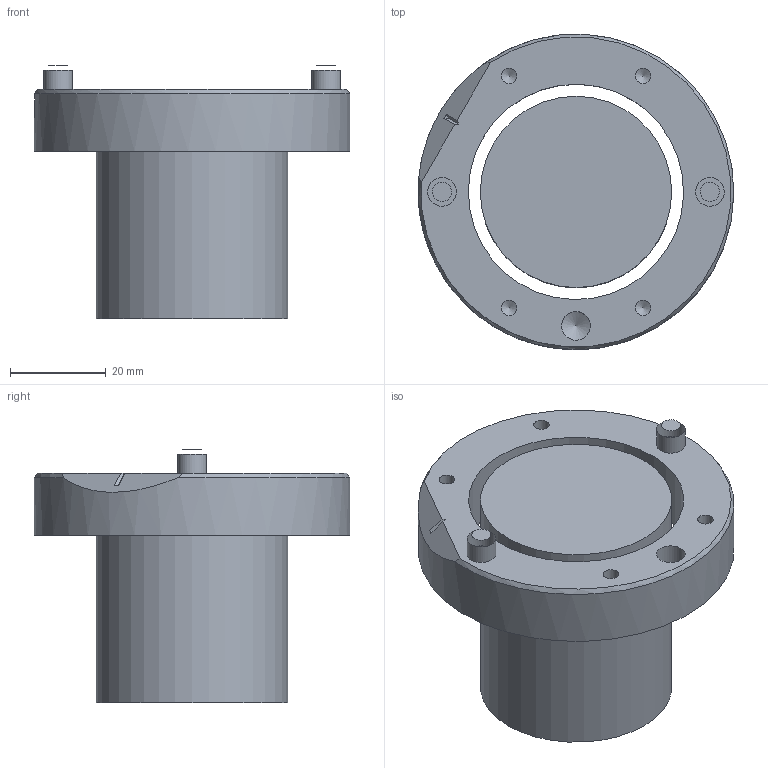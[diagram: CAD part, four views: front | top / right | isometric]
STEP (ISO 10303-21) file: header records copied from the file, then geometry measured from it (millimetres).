
FILE_DESCRIPTION(/* description */ (''),/* implementation_level */ '2;1');
FILE_NAME(/* name */ 'BA006L-AC01_J6.step',/* time_stamp */ '2023-12-25T16:07:03+03:00',/* author */ (''),/* organization */ (''),/* preprocessor_version */ 'ST-DEVELOPER v20',/* originating_system */ 'Autodesk Translation Framework v12.14.0.127',/* authorisation */ '');
FILE_SCHEMA (('AUTOMOTIVE_DESIGN { 1 0 10303 214 3 1 1 }'));
Length unit declared in the file: millimetre
Products named in the file (1): BA006L-AC01_J6
Bounding box: 65.99 x 65.98 x 52.99 mm (x, y, z)
Volume: 83480.7 mm3; surface area: 17463.8 mm2
Topology: 2 solids, 2 shells, 28 faces, 59 edges, 37 vertices
Faces by surface type: plane 10, cylinder 10, cone 8
Full cylindrical faces by diameter (mm): 3.242 x4, 6 x3, 40 x1, 45 x1, 66 x1
Entity records: 765 total; most frequent: DIRECTION 135, CARTESIAN_POINT 126, ORIENTED_EDGE 108, EDGE_CURVE 54, AXIS2_PLACEMENT_3D 54, EDGE_LOOP 37, VERTEX_POINT 37, FACE_OUTER_BOUND 28
